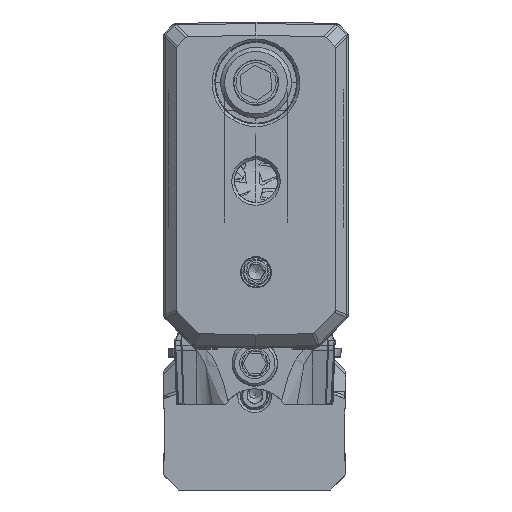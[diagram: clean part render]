
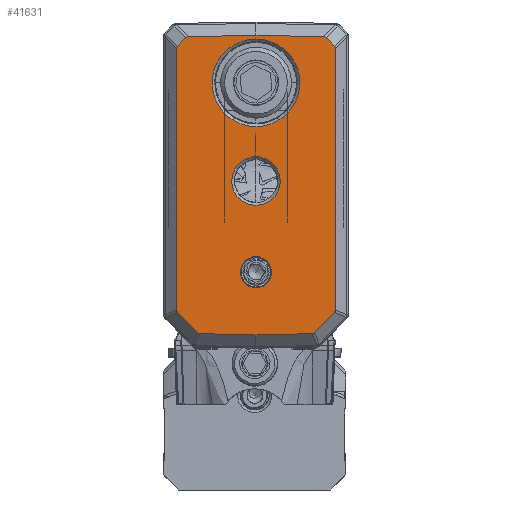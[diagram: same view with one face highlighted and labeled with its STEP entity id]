
A CAD part, front view. The second image highlights one B-rep face of the part: STEP entity #41631.
In plain terms, the highlighted planar face has unit normal (0, -1, 0).
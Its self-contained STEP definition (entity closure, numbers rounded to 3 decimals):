
#14614=PLANE('',#112995);
#23789=LINE('',#163656,#31936);
#23790=LINE('',#163658,#31937);
#23791=LINE('',#163660,#31938);
#23792=LINE('',#163662,#31939);
#23793=LINE('',#163668,#31940);
#23795=LINE('',#163672,#31942);
#23796=LINE('',#163674,#31943);
#23798=LINE('',#163678,#31945);
#23802=LINE('',#163713,#31949);
#23803=LINE('',#163714,#31950);
#31936=VECTOR('',#125127,1.);
#31937=VECTOR('',#125130,1.);
#31938=VECTOR('',#125133,1.);
#31939=VECTOR('',#125136,1.);
#31940=VECTOR('',#125145,1.);
#31942=VECTOR('',#125149,1.);
#31943=VECTOR('',#125152,1.);
#31945=VECTOR('',#125156,1.);
#31949=VECTOR('',#125196,1.);
#31950=VECTOR('',#125197,1.);
#41631=ADVANCED_FACE('',(#49343,#49344,#49345,#49346),#14614,.T.);
#48658=ELLIPSE('',#112885,0.859,0.5);
#48659=ELLIPSE('',#112887,0.859,0.5);
#48660=ELLIPSE('',#112889,0.736,0.5);
#48661=ELLIPSE('',#112891,0.735,0.5);
#48662=ELLIPSE('',#112893,0.735,0.5);
#48663=ELLIPSE('',#112895,0.736,0.5);
#48664=ELLIPSE('',#112897,0.859,0.5);
#48665=ELLIPSE('',#112899,0.859,0.5);
#49343=FACE_BOUND('',#51561,.T.);
#49344=FACE_BOUND('',#51562,.T.);
#49345=FACE_BOUND('',#51563,.T.);
#49346=FACE_BOUND('',#51564,.T.);
#51561=EDGE_LOOP('',(#63191,#63192,#63193,#63194,#63195,#63196,#63197,#63198,
#63199,#63200,#63201,#63202,#63203,#63204,#63205,#63206,#63207,#63208));
#51562=EDGE_LOOP('',(#63209));
#51563=EDGE_LOOP('',(#63210));
#51564=EDGE_LOOP('',(#63211));
#63191=ORIENTED_EDGE('',*,*,#95596,.T.);
#63192=ORIENTED_EDGE('',*,*,#95490,.T.);
#63193=ORIENTED_EDGE('',*,*,#95591,.T.);
#63194=ORIENTED_EDGE('',*,*,#95487,.T.);
#63195=ORIENTED_EDGE('',*,*,#95599,.T.);
#63196=ORIENTED_EDGE('',*,*,#95613,.T.);
#63197=ORIENTED_EDGE('',*,*,#95469,.T.);
#63198=ORIENTED_EDGE('',*,*,#95592,.T.);
#63199=ORIENTED_EDGE('',*,*,#95472,.T.);
#63200=ORIENTED_EDGE('',*,*,#95597,.T.);
#63201=ORIENTED_EDGE('',*,*,#95475,.T.);
#63202=ORIENTED_EDGE('',*,*,#95590,.T.);
#63203=ORIENTED_EDGE('',*,*,#95478,.T.);
#63204=ORIENTED_EDGE('',*,*,#95614,.T.);
#63205=ORIENTED_EDGE('',*,*,#95594,.T.);
#63206=ORIENTED_EDGE('',*,*,#95481,.T.);
#63207=ORIENTED_EDGE('',*,*,#95589,.T.);
#63208=ORIENTED_EDGE('',*,*,#95484,.T.);
#63209=ORIENTED_EDGE('',*,*,#94990,.T.);
#63210=ORIENTED_EDGE('',*,*,#94992,.T.);
#63211=ORIENTED_EDGE('',*,*,#94986,.T.);
#85317=VERTEX_POINT('',#159385);
#85321=VERTEX_POINT('',#159421);
#85323=VERTEX_POINT('',#159426);
#85644=VERTEX_POINT('',#163267);
#85645=VERTEX_POINT('',#163269);
#85646=VERTEX_POINT('',#163273);
#85647=VERTEX_POINT('',#163275);
#85648=VERTEX_POINT('',#163279);
#85649=VERTEX_POINT('',#163281);
#85650=VERTEX_POINT('',#163285);
#85651=VERTEX_POINT('',#163287);
#85652=VERTEX_POINT('',#163291);
#85653=VERTEX_POINT('',#163293);
#85654=VERTEX_POINT('',#163297);
#85655=VERTEX_POINT('',#163299);
#85656=VERTEX_POINT('',#163303);
#85657=VERTEX_POINT('',#163305);
#85658=VERTEX_POINT('',#163309);
#85659=VERTEX_POINT('',#163311);
#85711=VERTEX_POINT('',#163669);
#85712=VERTEX_POINT('',#163677);
#94986=EDGE_CURVE('',#85317,#85317,#106419,.T.);
#94990=EDGE_CURVE('',#85321,#85321,#106421,.T.);
#94992=EDGE_CURVE('',#85323,#85323,#106423,.T.);
#95469=EDGE_CURVE('',#85644,#85645,#48658,.T.);
#95472=EDGE_CURVE('',#85646,#85647,#48659,.T.);
#95475=EDGE_CURVE('',#85648,#85649,#48660,.T.);
#95478=EDGE_CURVE('',#85650,#85651,#48661,.T.);
#95481=EDGE_CURVE('',#85652,#85653,#48662,.T.);
#95484=EDGE_CURVE('',#85654,#85655,#48663,.T.);
#95487=EDGE_CURVE('',#85656,#85657,#48664,.T.);
#95490=EDGE_CURVE('',#85658,#85659,#48665,.T.);
#95589=EDGE_CURVE('',#85653,#85654,#23789,.T.);
#95590=EDGE_CURVE('',#85649,#85650,#23790,.T.);
#95591=EDGE_CURVE('',#85659,#85656,#23791,.T.);
#95592=EDGE_CURVE('',#85645,#85646,#23792,.T.);
#95594=EDGE_CURVE('',#85711,#85652,#23793,.T.);
#95596=EDGE_CURVE('',#85655,#85658,#23795,.T.);
#95597=EDGE_CURVE('',#85647,#85648,#23796,.T.);
#95599=EDGE_CURVE('',#85657,#85712,#23798,.T.);
#95613=EDGE_CURVE('',#85712,#85644,#23802,.T.);
#95614=EDGE_CURVE('',#85651,#85711,#23803,.T.);
#106419=CIRCLE('',#112617,2.4);
#106421=CIRCLE('',#112621,1.55);
#106423=CIRCLE('',#112624,4.323);
#112617=AXIS2_PLACEMENT_3D('',#159384,#124170,#124171);
#112621=AXIS2_PLACEMENT_3D('',#159420,#124178,#124179);
#112624=AXIS2_PLACEMENT_3D('',#159425,#124184,#124185);
#112885=AXIS2_PLACEMENT_3D('',#163270,#124903,#124904);
#112887=AXIS2_PLACEMENT_3D('',#163276,#124909,#124910);
#112889=AXIS2_PLACEMENT_3D('',#163282,#124915,#124916);
#112891=AXIS2_PLACEMENT_3D('',#163288,#124921,#124922);
#112893=AXIS2_PLACEMENT_3D('',#163294,#124927,#124928);
#112895=AXIS2_PLACEMENT_3D('',#163300,#124933,#124934);
#112897=AXIS2_PLACEMENT_3D('',#163306,#124939,#124940);
#112899=AXIS2_PLACEMENT_3D('',#163312,#124945,#124946);
#112995=AXIS2_PLACEMENT_3D('',#163715,#125198,#125199);
#124170=DIRECTION('',(0.,1.,0.));
#124171=DIRECTION('',(0.,0.,-1.));
#124178=DIRECTION('',(0.,1.,0.));
#124179=DIRECTION('',(0.,0.,-1.));
#124184=DIRECTION('',(0.,1.,0.));
#124185=DIRECTION('',(0.,0.,-1.));
#124903=DIRECTION('',(0.,-1.,0.));
#124904=DIRECTION('',(0.716,0.,-0.698));
#124909=DIRECTION('',(0.,-1.,0.));
#124910=DIRECTION('',(0.716,0.,-0.698));
#124915=DIRECTION('',(0.,-1.,0.));
#124916=DIRECTION('',(-0.926,0.,-0.379));
#124921=DIRECTION('',(0.,-1.,0.));
#124922=DIRECTION('',(-0.398,0.,-0.917));
#124927=DIRECTION('',(0.,-1.,0.));
#124928=DIRECTION('',(-0.398,0.,0.917));
#124933=DIRECTION('',(0.,-1.,0.));
#124934=DIRECTION('',(-0.926,0.,0.379));
#124939=DIRECTION('',(0.,-1.,0.));
#124940=DIRECTION('',(0.716,0.,0.698));
#124945=DIRECTION('',(0.,-1.,0.));
#124946=DIRECTION('',(0.716,0.,0.698));
#125127=DIRECTION('',(0.701,0.,0.713));
#125130=DIRECTION('',(0.701,0.,-0.713));
#125133=DIRECTION('',(-0.698,0.,0.716));
#125136=DIRECTION('',(-0.698,0.,-0.716));
#125145=DIRECTION('',(1.,0.,0.025));
#125149=DIRECTION('',(0.,0.,1.));
#125152=DIRECTION('',(0.,0.,-1.));
#125156=DIRECTION('',(-1.,0.,0.025));
#125196=DIRECTION('',(-1.,0.,-0.025));
#125197=DIRECTION('',(1.,0.,-0.025));
#125198=DIRECTION('',(0.,-1.,0.));
#125199=DIRECTION('',(0.,0.,-1.));
#159384=CARTESIAN_POINT('',(0.125,-28.5,-15.7));
#159385=CARTESIAN_POINT('',(0.125,-28.5,-18.1));
#159420=CARTESIAN_POINT('',(0.125,-28.5,-24.7));
#159421=CARTESIAN_POINT('',(0.125,-28.5,-26.25));
#159425=CARTESIAN_POINT('',(0.125,-28.5,-6.));
#159426=CARTESIAN_POINT('',(0.125,-28.5,-10.323));
#163267=CARTESIAN_POINT('',(-6.564,-28.5,-1.465));
#163269=CARTESIAN_POINT('',(-6.816,-28.5,-1.564));
#163270=CARTESIAN_POINT('',(-6.201,-28.5,-2.163));
#163273=CARTESIAN_POINT('',(-7.608,-28.5,-2.375));
#163275=CARTESIAN_POINT('',(-7.7,-28.5,-2.63));
#163276=CARTESIAN_POINT('',(-6.993,-28.5,-2.975));
#163279=CARTESIAN_POINT('',(-7.7,-28.5,-28.416));
#163281=CARTESIAN_POINT('',(-7.599,-28.5,-28.664));
#163282=CARTESIAN_POINT('',(-6.993,-28.5,-28.272));
#163285=CARTESIAN_POINT('',(-5.639,-28.5,-30.658));
#163287=CARTESIAN_POINT('',(-5.396,-28.5,-30.764));
#163288=CARTESIAN_POINT('',(-5.235,-28.5,-30.06));
#163291=CARTESIAN_POINT('',(5.646,-28.5,-30.764));
#163293=CARTESIAN_POINT('',(5.889,-28.5,-30.658));
#163294=CARTESIAN_POINT('',(5.485,-28.5,-30.06));
#163297=CARTESIAN_POINT('',(7.849,-28.5,-28.664));
#163299=CARTESIAN_POINT('',(7.95,-28.5,-28.416));
#163300=CARTESIAN_POINT('',(7.243,-28.5,-28.272));
#163303=CARTESIAN_POINT('',(7.066,-28.5,-1.564));
#163305=CARTESIAN_POINT('',(6.814,-28.5,-1.465));
#163306=CARTESIAN_POINT('',(6.451,-28.5,-2.163));
#163309=CARTESIAN_POINT('',(7.95,-28.5,-2.63));
#163311=CARTESIAN_POINT('',(7.858,-28.5,-2.375));
#163312=CARTESIAN_POINT('',(7.243,-28.5,-2.975));
#163656=CARTESIAN_POINT('',(-2.196,-28.5,-38.886));
#163658=CARTESIAN_POINT('',(-6.519,-28.5,-29.762));
#163660=CARTESIAN_POINT('',(14.544,-28.5,-9.227));
#163662=CARTESIAN_POINT('',(-23.195,-28.5,-18.349));
#163668=CARTESIAN_POINT('',(-9.027,-28.5,-31.126));
#163669=CARTESIAN_POINT('',(0.125,-28.5,-30.9));
#163672=CARTESIAN_POINT('',(7.95,-28.5,-32.2));
#163674=CARTESIAN_POINT('',(-7.7,-28.5,-32.2));
#163677=CARTESIAN_POINT('',(0.125,-28.5,-1.3));
#163678=CARTESIAN_POINT('',(-8.232,-28.5,-1.094));
#163713=CARTESIAN_POINT('',(-9.757,-28.5,-1.544));
#163714=CARTESIAN_POINT('',(-8.962,-28.5,-30.676));
#163715=CARTESIAN_POINT('',(-9.,-28.5,-32.2));
